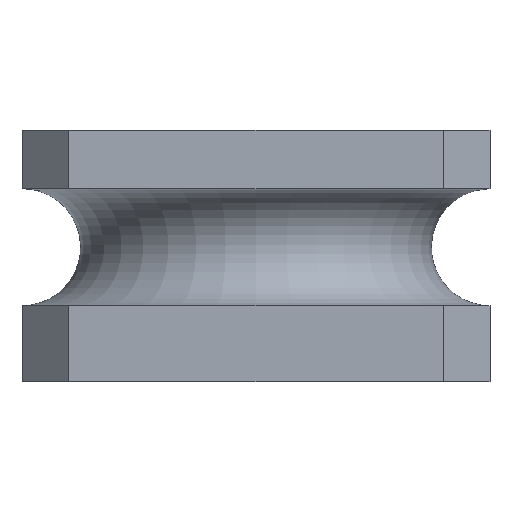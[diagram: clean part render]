
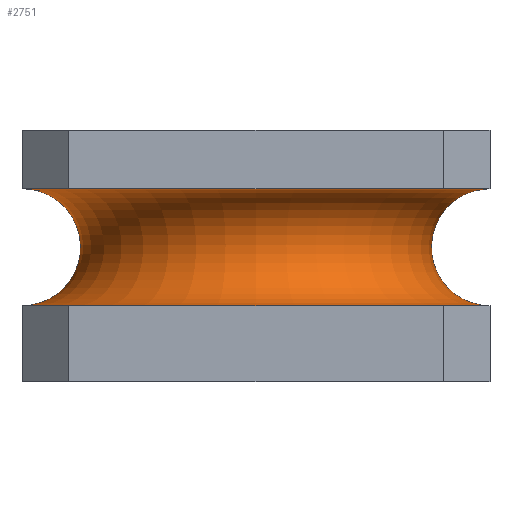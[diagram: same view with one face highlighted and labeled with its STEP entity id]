
A CAD part, front view. The second image highlights one B-rep face of the part: STEP entity #2751.
In plain terms, the highlighted toroidal (fillet/blend) face has major radius 2 mm and minor radius 0.5 mm.
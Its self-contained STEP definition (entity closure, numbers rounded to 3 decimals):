
#20=TOROIDAL_SURFACE('',#2859,2.,0.5);
#1027=ORIENTED_EDGE('',*,*,#1339,.F.);
#1028=ORIENTED_EDGE('',*,*,#1340,.F.);
#1029=ORIENTED_EDGE('',*,*,#1341,.F.);
#1030=ORIENTED_EDGE('',*,*,#1342,.F.);
#1031=ORIENTED_EDGE('',*,*,#1095,.T.);
#1032=ORIENTED_EDGE('',*,*,#1099,.T.);
#1033=ORIENTED_EDGE('',*,*,#1103,.T.);
#1034=ORIENTED_EDGE('',*,*,#1174,.T.);
#1095=EDGE_CURVE('',#1371,#1372,#1553,.T.);
#1099=EDGE_CURVE('',#1372,#1375,#1554,.T.);
#1103=EDGE_CURVE('',#1375,#1378,#1555,.T.);
#1174=EDGE_CURVE('',#1378,#1371,#1556,.T.);
#1339=EDGE_CURVE('',#1533,#1534,#1559,.T.);
#1340=EDGE_CURVE('',#1535,#1533,#1560,.T.);
#1341=EDGE_CURVE('',#1536,#1535,#1561,.T.);
#1342=EDGE_CURVE('',#1534,#1536,#1562,.T.);
#1371=VERTEX_POINT('',#3340);
#1372=VERTEX_POINT('',#3341);
#1375=VERTEX_POINT('',#3349);
#1378=VERTEX_POINT('',#3357);
#1533=VERTEX_POINT('',#4343);
#1534=VERTEX_POINT('',#4344);
#1535=VERTEX_POINT('',#4346);
#1536=VERTEX_POINT('',#4348);
#1553=CIRCLE('',#2771,2.);
#1554=CIRCLE('',#2773,2.);
#1555=CIRCLE('',#2775,2.);
#1556=CIRCLE('',#2798,2.);
#1559=CIRCLE('',#2860,2.);
#1560=CIRCLE('',#2861,2.);
#1561=CIRCLE('',#2862,2.);
#1562=CIRCLE('',#2863,2.);
#1668=EDGE_LOOP('',(#1027,#1028,#1029,#1030));
#1669=EDGE_LOOP('',(#1031,#1032,#1033,#1034));
#1788=FACE_BOUND('',#1668,.T.);
#1789=FACE_BOUND('',#1669,.T.);
#2751=ADVANCED_FACE('',(#1788,#1789),#20,.F.);
#2771=AXIS2_PLACEMENT_3D('',#3339,#2881,#2882);
#2773=AXIS2_PLACEMENT_3D('',#3348,#2888,#2889);
#2775=AXIS2_PLACEMENT_3D('',#3356,#2895,#2896);
#2798=AXIS2_PLACEMENT_3D('',#3570,#3007,#3008);
#2859=AXIS2_PLACEMENT_3D('',#4341,#3273,#3274);
#2860=AXIS2_PLACEMENT_3D('',#4342,#3275,#3276);
#2861=AXIS2_PLACEMENT_3D('',#4345,#3277,#3278);
#2862=AXIS2_PLACEMENT_3D('',#4347,#3279,#3280);
#2863=AXIS2_PLACEMENT_3D('',#4349,#3281,#3282);
#2881=DIRECTION('',(0.,0.,-1.));
#2882=DIRECTION('',(-1.,0.,0.));
#2888=DIRECTION('',(0.,0.,-1.));
#2889=DIRECTION('',(-1.,0.,0.));
#2895=DIRECTION('',(0.,0.,-1.));
#2896=DIRECTION('',(-1.,0.,0.));
#3007=DIRECTION('',(0.,0.,-1.));
#3008=DIRECTION('',(-1.,0.,0.));
#3273=DIRECTION('',(0.,0.,-1.));
#3274=DIRECTION('',(-1.,0.,0.));
#3275=DIRECTION('',(0.,0.,-1.));
#3276=DIRECTION('',(-1.,0.,0.));
#3277=DIRECTION('',(0.,0.,-1.));
#3278=DIRECTION('',(-1.,0.,0.));
#3279=DIRECTION('',(0.,0.,-1.));
#3280=DIRECTION('',(-1.,0.,0.));
#3281=DIRECTION('',(0.,0.,-1.));
#3282=DIRECTION('',(-1.,0.,0.));
#3339=CARTESIAN_POINT('',(0.,0.,1.65));
#3340=CARTESIAN_POINT('',(-2.,0.,1.65));
#3341=CARTESIAN_POINT('',(0.,2.,1.65));
#3348=CARTESIAN_POINT('',(0.,0.,1.65));
#3349=CARTESIAN_POINT('',(2.,0.,1.65));
#3356=CARTESIAN_POINT('',(0.,0.,1.65));
#3357=CARTESIAN_POINT('',(0.,-2.,1.65));
#3570=CARTESIAN_POINT('',(0.,0.,1.65));
#4341=CARTESIAN_POINT('',(0.,0.,1.15));
#4342=CARTESIAN_POINT('',(0.,0.,0.65));
#4343=CARTESIAN_POINT('',(-2.,0.,0.65));
#4344=CARTESIAN_POINT('',(0.,2.,0.65));
#4345=CARTESIAN_POINT('',(0.,0.,0.65));
#4346=CARTESIAN_POINT('',(0.,-2.,0.65));
#4347=CARTESIAN_POINT('',(0.,0.,0.65));
#4348=CARTESIAN_POINT('',(2.,0.,0.65));
#4349=CARTESIAN_POINT('',(0.,0.,0.65));
